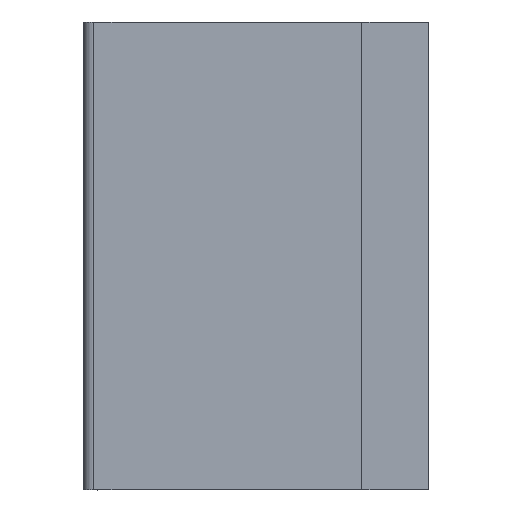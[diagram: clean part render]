
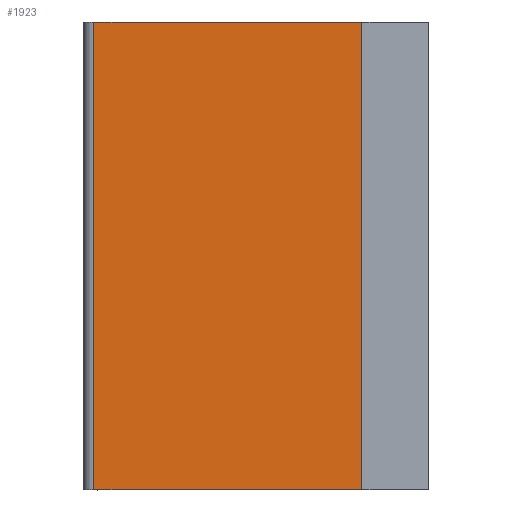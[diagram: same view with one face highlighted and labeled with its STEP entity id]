
A CAD part, left-side view. The second image highlights one B-rep face of the part: STEP entity #1923.
In plain terms, the highlighted planar face has unit normal (-1, 0, 0).
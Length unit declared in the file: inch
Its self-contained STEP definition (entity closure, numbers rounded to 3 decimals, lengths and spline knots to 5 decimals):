
#208 = CARTESIAN_POINT ( 'NONE',  ( -1.1875, 0.691, -1.3125 ) ) ;
#306 = DIRECTION ( 'NONE',  ( 0., 0., -1. ) ) ;
#452 = EDGE_CURVE ( 'NONE', #5476, #1438, #1833, .T. ) ;
#541 = CARTESIAN_POINT ( 'NONE',  ( -1.1875, 0.691, -1.3125 ) ) ;
#683 = CARTESIAN_POINT ( 'NONE',  ( -1.1875, -0.812, -1.3125 ) ) ;
#807 = LINE ( 'NONE', #4006, #1273 ) ;
#1273 = VECTOR ( 'NONE', #5165, 39.37008 ) ;
#1438 = VERTEX_POINT ( 'NONE', #541 ) ;
#1833 = LINE ( 'NONE', #208, #2337 ) ;
#1923 = ADVANCED_FACE ( 'NONE', ( #6131 ), #5496, .F. ) ;
#1956 = VERTEX_POINT ( 'NONE', #683 ) ;
#2169 = DIRECTION ( 'NONE',  ( 1., 0., 0. ) ) ;
#2213 = EDGE_LOOP ( 'NONE', ( #4577, #6895, #6770, #7004 ) ) ;
#2337 = VECTOR ( 'NONE', #306, 39.37008 ) ;
#2709 = VERTEX_POINT ( 'NONE', #6794 ) ;
#2876 = EDGE_CURVE ( 'NONE', #2709, #5476, #5358, .T. ) ;
#3083 = CARTESIAN_POINT ( 'NONE',  ( -1.1875, 0., -1.3125 ) ) ;
#3255 = AXIS2_PLACEMENT_3D ( 'NONE', #3338, #2169, #4974 ) ;
#3334 = VECTOR ( 'NONE', #5884, 39.37008 ) ;
#3338 = CARTESIAN_POINT ( 'NONE',  ( -1.1875, 0., -1.3125 ) ) ;
#3753 = DIRECTION ( 'NONE',  ( 0., 1., 0. ) ) ;
#3759 = VECTOR ( 'NONE', #3753, 39.37008 ) ;
#4006 = CARTESIAN_POINT ( 'NONE',  ( -1.1875, -0.812, -1.90193 ) ) ;
#4242 = CARTESIAN_POINT ( 'NONE',  ( -1.1875, 0., 1.3125 ) ) ;
#4560 = EDGE_CURVE ( 'NONE', #1956, #2709, #807, .T. ) ;
#4577 = ORIENTED_EDGE ( 'NONE', *, *, #2876, .T. ) ;
#4789 = LINE ( 'NONE', #3083, #3759 ) ;
#4851 = CARTESIAN_POINT ( 'NONE',  ( -1.1875, 0.691, 1.3125 ) ) ;
#4974 = DIRECTION ( 'NONE',  ( 0., 1., 0. ) ) ;
#5083 = EDGE_CURVE ( 'NONE', #1956, #1438, #4789, .T. ) ;
#5165 = DIRECTION ( 'NONE',  ( 0., 0., 1. ) ) ;
#5358 = LINE ( 'NONE', #4242, #3334 ) ;
#5476 = VERTEX_POINT ( 'NONE', #4851 ) ;
#5496 = PLANE ( 'NONE',  #3255 ) ;
#5884 = DIRECTION ( 'NONE',  ( 0., 1., 0. ) ) ;
#6131 = FACE_OUTER_BOUND ( 'NONE', #2213, .T. ) ;
#6770 = ORIENTED_EDGE ( 'NONE', *, *, #5083, .F. ) ;
#6794 = CARTESIAN_POINT ( 'NONE',  ( -1.1875, -0.812, 1.3125 ) ) ;
#6895 = ORIENTED_EDGE ( 'NONE', *, *, #452, .T. ) ;
#7004 = ORIENTED_EDGE ( 'NONE', *, *, #4560, .T. ) ;
